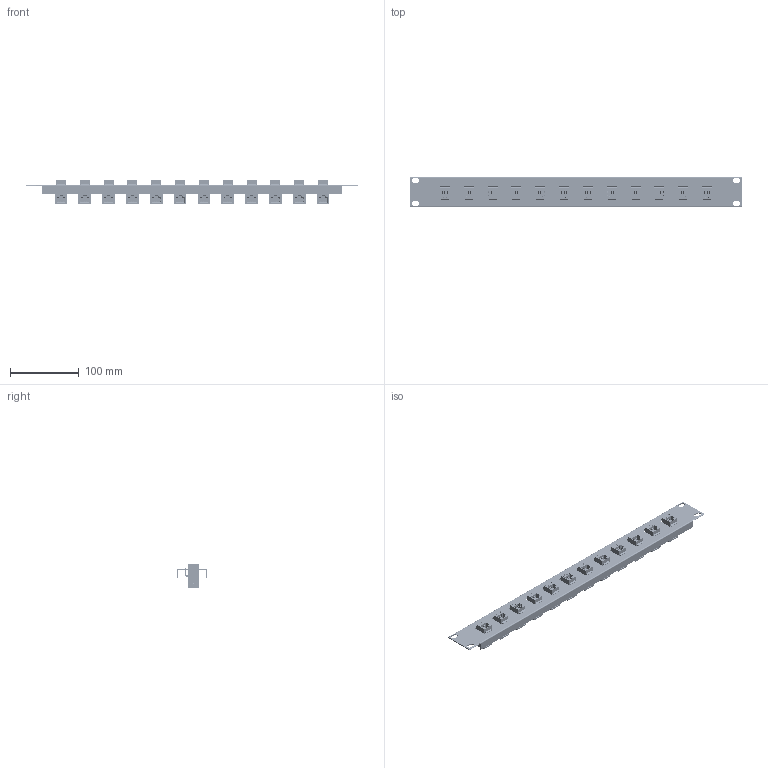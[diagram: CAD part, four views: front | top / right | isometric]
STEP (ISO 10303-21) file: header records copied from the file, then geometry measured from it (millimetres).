
FILE_DESCRIPTION (( 'STEP AP214' ), '1' );
FILE_NAME ('PR175B-R5E-12_3D.step', '2025-02-28T17:02:08', ( '' ), ( '' ), 'SwSTEP 2.0', 'SolidWorks 2022', '' );
FILE_SCHEMA (( 'AUTOMOTIVE_DESIGN' ));
Length unit declared in the file: inch
Products named in the file (15): Copy of TDG1026KC-R5E-MA2^TDG1026KC-R5E_PR175B-R5E-12_with L-com logo; Copy of 1AG02-002^Copy of TDG1026KC-R5E-MA3_Copy of TDG1026KC-R5E-MA2_TDG1026KC-R5E_PR175B-R5E-12_默认; Copy of 1AG01-008^Copy of TDG1026KC-R5E-MA2_TDG1026KC-R5E_PR175B-R5E-12_with L-com logo; PR175B-R5E-12_3D; Copy of 1AG02-001^Copy of TDG1026KC-R5E-MA3_Copy of TDG1026KC-R5E-MA2_TDG1026KC-R5E_PR175B-R5E-12_默认; Copy of TDG1026KC-R5E-MA3^Copy of TDG1026KC-R5E-MA2_TDG1026KC-R5E_PR175B-R5E-12_默认; Copy of 1AG01-052^Copy of TDG1026KC-R5E-MA4_Copy of TDG1026KC-R5E-MA2_TDG1026KC-R5E_PR175B-R5E-12; Copy of 1AG01-051^Copy of TDG1026KC-R5E-MA3_Copy of TDG1026KC-R5E-MA2_TDG1026KC-R5E_PR175B-R5E-12_默认; Copy of 1AG01-010^TDG1026KC-R5E_PR175B-R5E-12_with L-com logo; Copy of 1BC01-009^Copy of TDG1026KC-R5E-MA2_TDG1026KC-R5E_PR175B-R5E-12; Copy of TDG1026KC-R5E-MA4^Copy of TDG1026KC-R5E-MA2_TDG1026KC-R5E_PR175B-R5E-12_默认; Copy of 1AG02-004^Copy of TDG1026KC-R5E-MA4_Copy of TDG1026KC-R5E-MA2_TDG1026KC-R5E_PR175B-R5E-12_默认; TDG1026KC-R5E^PR175B-R5E-12_with L-com logo; Copy of 1AG02-003^Copy of TDG1026KC-R5E-MA4_Copy of TDG1026KC-R5E-MA2_TDG1026KC-R5E_PR175B-R5E-12; PR175B-12KS
Assembly tree (37 placements, depth 5):
  PR175B-R5E-12_3D
    PR175B-12KS
    TDG1026KC-R5E^PR175B-R5E-12_with L-com logo  x12
      Copy of TDG1026KC-R5E-MA2^TDG1026KC-R5E_PR175B-R5E-12_with L-com logo
        Copy of 1BC01-009^Copy of TDG1026KC-R5E-MA2_TDG1026KC-R5E_PR175B-R5E-12
        Copy of 1AG01-008^Copy of TDG1026KC-R5E-MA2_TDG1026KC-R5E_PR175B-R5E-12_with L-com logo
        Copy of TDG1026KC-R5E-MA3^Copy of TDG1026KC-R5E-MA2_TDG1026KC-R5E_PR175B-R5E-12_默认
          Copy of 1AG01-051^Copy of TDG1026KC-R5E-MA3_Copy of TDG1026KC-R5E-MA2_TDG1026KC-R5E_PR175B-R5E-12_默认
          Copy of 1AG02-002^Copy of TDG1026KC-R5E-MA3_Copy of TDG1026KC-R5E-MA2_TDG1026KC-R5E_PR175B-R5E-12_默认  x4
          Copy of 1AG02-001^Copy of TDG1026KC-R5E-MA3_Copy of TDG1026KC-R5E-MA2_TDG1026KC-R5E_PR175B-R5E-12_默认  x4
        Copy of TDG1026KC-R5E-MA4^Copy of TDG1026KC-R5E-MA2_TDG1026KC-R5E_PR175B-R5E-12_默认
          Copy of 1AG01-052^Copy of TDG1026KC-R5E-MA4_Copy of TDG1026KC-R5E-MA2_TDG1026KC-R5E_PR175B-R5E-12
          Copy of 1AG02-004^Copy of TDG1026KC-R5E-MA4_Copy of TDG1026KC-R5E-MA2_TDG1026KC-R5E_PR175B-R5E-12_默认  x4
          Copy of 1AG02-003^Copy of TDG1026KC-R5E-MA4_Copy of TDG1026KC-R5E-MA2_TDG1026KC-R5E_PR175B-R5E-12  x4
      Copy of 1AG01-010^TDG1026KC-R5E_PR175B-R5E-12_with L-com logo
Bounding box: 482.6 x 44.45 x 35.08 mm (x, y, z)
Volume: 105139.9 mm3; surface area: 163867.4 mm2
Topology: 253 solids, 253 shells, 15246 faces, 40544 edges, 26404 vertices
Faces by surface type: plane 10258, cylinder 2612, bspline 2328, cone 48
Entity records: 48880 total; most frequent: CARTESIAN_POINT 16582, ORIENTED_EDGE 6058, DIRECTION 4835, EDGE_CURVE 3029, LINE 2317, VECTOR 2317, VERTEX_POINT 1998, AXIS2_PLACEMENT_3D 1259
